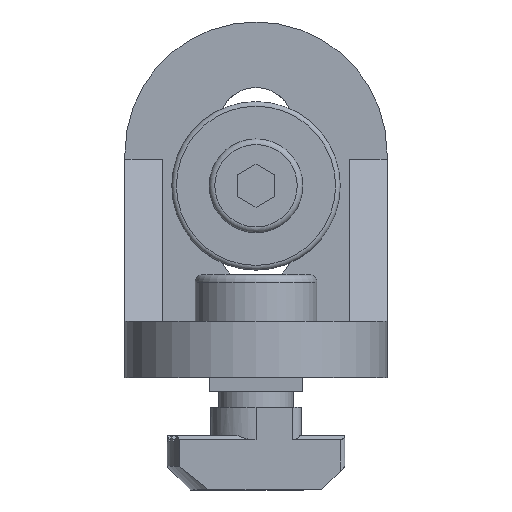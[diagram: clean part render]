
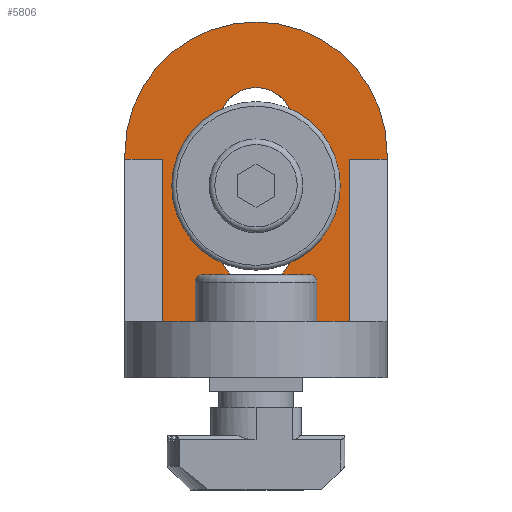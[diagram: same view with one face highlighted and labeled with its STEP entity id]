
A CAD part, top view. The second image highlights one B-rep face of the part: STEP entity #5806.
In plain terms, the highlighted planar face has unit normal (0, 0, 1).
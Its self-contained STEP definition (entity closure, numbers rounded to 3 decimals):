
#593=LINE('',#9647,#1165);
#599=LINE('',#9663,#1171);
#602=LINE('',#9668,#1174);
#606=LINE('',#9675,#1178);
#608=LINE('',#9681,#1180);
#609=LINE('',#9686,#1181);
#610=LINE('',#9689,#1182);
#611=LINE('',#9690,#1183);
#612=LINE('',#9692,#1184);
#1165=VECTOR('',#7804,1000.);
#1171=VECTOR('',#7816,1000.);
#1174=VECTOR('',#7821,1000.);
#1178=VECTOR('',#7827,1000.);
#1180=VECTOR('',#7835,1000.);
#1181=VECTOR('',#7838,1000.);
#1182=VECTOR('',#7841,1000.);
#1183=VECTOR('',#7842,1000.);
#1184=VECTOR('',#7843,1000.);
#2509=ORIENTED_EDGE('',*,*,#3685,.F.);
#2510=ORIENTED_EDGE('',*,*,#3686,.F.);
#2511=ORIENTED_EDGE('',*,*,#3687,.F.);
#2512=ORIENTED_EDGE('',*,*,#3688,.F.);
#2513=ORIENTED_EDGE('',*,*,#3678,.T.);
#2514=ORIENTED_EDGE('',*,*,#3675,.F.);
#2515=ORIENTED_EDGE('',*,*,#3689,.F.);
#2516=ORIENTED_EDGE('',*,*,#3667,.F.);
#2517=ORIENTED_EDGE('',*,*,#3690,.T.);
#2518=ORIENTED_EDGE('',*,*,#3691,.F.);
#2519=ORIENTED_EDGE('',*,*,#3682,.F.);
#2520=ORIENTED_EDGE('',*,*,#3684,.F.);
#3667=EDGE_CURVE('',#4352,#4353,#593,.T.);
#3675=EDGE_CURVE('',#4359,#4360,#599,.T.);
#3678=EDGE_CURVE('',#4361,#4360,#602,.T.);
#3682=EDGE_CURVE('',#4362,#4363,#606,.T.);
#3684=EDGE_CURVE('',#4361,#4362,#4631,.T.);
#3685=EDGE_CURVE('',#4364,#4365,#608,.T.);
#3686=EDGE_CURVE('',#4366,#4364,#4632,.T.);
#3687=EDGE_CURVE('',#4367,#4366,#609,.T.);
#3688=EDGE_CURVE('',#4365,#4367,#4633,.T.);
#3689=EDGE_CURVE('',#4353,#4359,#610,.T.);
#3690=EDGE_CURVE('',#4352,#4368,#611,.T.);
#3691=EDGE_CURVE('',#4363,#4368,#612,.T.);
#4352=VERTEX_POINT('',#9646);
#4353=VERTEX_POINT('',#9648);
#4359=VERTEX_POINT('',#9662);
#4360=VERTEX_POINT('',#9664);
#4361=VERTEX_POINT('',#9669);
#4362=VERTEX_POINT('',#9674);
#4363=VERTEX_POINT('',#9676);
#4364=VERTEX_POINT('',#9682);
#4365=VERTEX_POINT('',#9683);
#4366=VERTEX_POINT('',#9685);
#4367=VERTEX_POINT('',#9687);
#4368=VERTEX_POINT('',#9691);
#4631=CIRCLE('',#6421,14.);
#4632=CIRCLE('',#6423,4.);
#4633=CIRCLE('',#6424,4.);
#4902=EDGE_LOOP('',(#2509,#2510,#2511,#2512));
#4903=EDGE_LOOP('',(#2513,#2514,#2515,#2516,#2517,#2518,#2519,#2520));
#5252=FACE_BOUND('',#4902,.T.);
#5253=FACE_BOUND('',#4903,.T.);
#5534=PLANE('',#6422);
#5806=ADVANCED_FACE('',(#5252,#5253),#5534,.F.);
#6421=AXIS2_PLACEMENT_3D('',#9679,#7831,#7832);
#6422=AXIS2_PLACEMENT_3D('',#9680,#7833,#7834);
#6423=AXIS2_PLACEMENT_3D('',#9684,#7836,#7837);
#6424=AXIS2_PLACEMENT_3D('',#9688,#7839,#7840);
#7804=DIRECTION('',(-1.,0.,0.));
#7816=DIRECTION('',(-1.,0.,0.));
#7821=DIRECTION('',(0.,-1.,0.));
#7827=DIRECTION('',(0.,-1.,0.));
#7831=DIRECTION('',(0.,0.,-1.));
#7832=DIRECTION('',(-1.,0.,0.));
#7833=DIRECTION('',(0.,0.,-1.));
#7834=DIRECTION('',(-1.,0.,0.));
#7835=DIRECTION('',(0.,-1.,0.));
#7836=DIRECTION('',(0.,0.,1.));
#7837=DIRECTION('',(1.,0.,0.));
#7838=DIRECTION('',(0.,1.,0.));
#7839=DIRECTION('',(0.,0.,1.));
#7840=DIRECTION('',(1.,0.,0.));
#7841=DIRECTION('',(0.,1.,0.));
#7842=DIRECTION('',(0.,1.,0.));
#7843=DIRECTION('',(-1.,0.,0.));
#9646=CARTESIAN_POINT('',(10.,6.,6.));
#9647=CARTESIAN_POINT('',(10.,6.,6.));
#9648=CARTESIAN_POINT('',(-10.,6.,6.));
#9662=CARTESIAN_POINT('',(-10.,23.363,6.));
#9663=CARTESIAN_POINT('',(14.,23.363,6.));
#9664=CARTESIAN_POINT('',(-14.,23.363,6.));
#9668=CARTESIAN_POINT('',(-14.,38.,6.));
#9669=CARTESIAN_POINT('',(-14.,24.,6.));
#9674=CARTESIAN_POINT('',(14.,24.,6.));
#9675=CARTESIAN_POINT('',(14.,38.,6.));
#9676=CARTESIAN_POINT('',(14.,23.363,6.));
#9679=CARTESIAN_POINT('',(0.,24.,6.));
#9680=CARTESIAN_POINT('',(14.,38.,6.));
#9681=CARTESIAN_POINT('',(-4.,27.,6.));
#9682=CARTESIAN_POINT('',(-4.,27.,6.));
#9683=CARTESIAN_POINT('',(-4.,14.,6.));
#9684=CARTESIAN_POINT('',(0.,27.,6.));
#9685=CARTESIAN_POINT('',(4.,27.,6.));
#9686=CARTESIAN_POINT('',(4.,14.,6.));
#9687=CARTESIAN_POINT('',(4.,14.,6.));
#9688=CARTESIAN_POINT('',(0.,14.,6.));
#9689=CARTESIAN_POINT('',(-10.,6.,6.));
#9690=CARTESIAN_POINT('',(10.,6.,6.));
#9691=CARTESIAN_POINT('',(10.,23.363,6.));
#9692=CARTESIAN_POINT('',(14.,23.363,6.));
